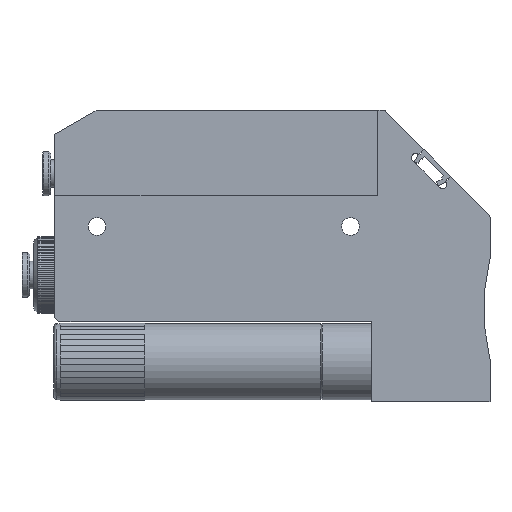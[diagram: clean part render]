
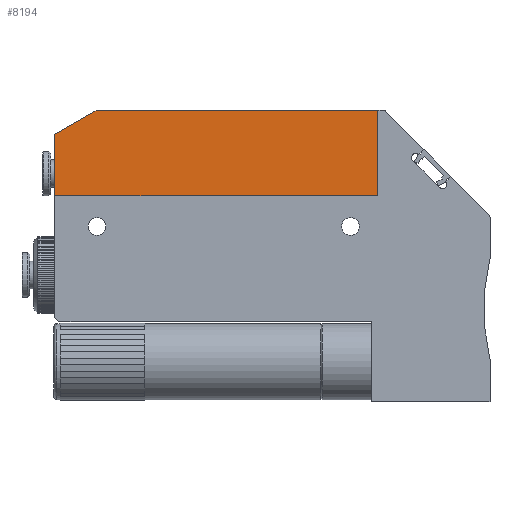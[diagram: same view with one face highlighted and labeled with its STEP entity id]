
A CAD part, top view. The second image highlights one B-rep face of the part: STEP entity #8194.
In plain terms, the highlighted planar face has unit normal (0, 0, 1).
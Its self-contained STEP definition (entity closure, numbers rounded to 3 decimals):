
#1242=FACE_OUTER_BOUND('',#1673,.T.);
#1673=EDGE_LOOP('',(#7478,#7479,#7480,#7481,#7482,#7483));
#1692=LINE('',#11131,#2525);
#1760=LINE('',#11307,#2593);
#1763=LINE('',#11313,#2596);
#1950=LINE('',#11818,#2783);
#2509=LINE('',#13408,#3342);
#2510=LINE('',#13414,#3343);
#2525=VECTOR('',#8923,10.);
#2593=VECTOR('',#9037,10.);
#2596=VECTOR('',#9042,10.);
#2783=VECTOR('',#9369,10.);
#3342=VECTOR('',#11070,10.);
#3343=VECTOR('',#11081,10.);
#3356=VERTEX_POINT('',#11128);
#3357=VERTEX_POINT('',#11130);
#3440=VERTEX_POINT('',#11301);
#3442=VERTEX_POINT('',#11305);
#3444=VERTEX_POINT('',#11311);
#3692=VERTEX_POINT('',#11816);
#4120=EDGE_CURVE('',#3357,#3356,#1692,.T.);
#4208=EDGE_CURVE('',#3440,#3442,#1760,.T.);
#4211=EDGE_CURVE('',#3444,#3442,#1763,.T.);
#4464=EDGE_CURVE('',#3356,#3692,#1950,.T.);
#5234=EDGE_CURVE('',#3692,#3440,#2509,.T.);
#5235=EDGE_CURVE('',#3444,#3357,#2510,.T.);
#7478=ORIENTED_EDGE('',*,*,#5234,.T.);
#7479=ORIENTED_EDGE('',*,*,#4208,.T.);
#7480=ORIENTED_EDGE('',*,*,#4211,.F.);
#7481=ORIENTED_EDGE('',*,*,#5235,.T.);
#7482=ORIENTED_EDGE('',*,*,#4120,.T.);
#7483=ORIENTED_EDGE('',*,*,#4464,.T.);
#7798=PLANE('',#8893);
#8194=ADVANCED_FACE('',(#1242),#7798,.T.);
#8893=AXIS2_PLACEMENT_3D('',#13413,#11079,#11080);
#8923=DIRECTION('',(0.,1.,0.));
#9037=DIRECTION('',(-1.,0.,0.));
#9042=DIRECTION('',(0.,1.,0.));
#9369=DIRECTION('',(-1.,0.,0.));
#11070=DIRECTION('',(-0.866,-0.5,0.));
#11079=DIRECTION('center_axis',(0.,0.,1.));
#11080=DIRECTION('ref_axis',(1.,0.,0.));
#11081=DIRECTION('',(1.,0.,0.));
#11128=CARTESIAN_POINT('',(49.02,56.148,22.52));
#11130=CARTESIAN_POINT('',(49.02,35.933,22.52));
#11131=CARTESIAN_POINT('',(49.02,35.933,22.52));
#11301=CARTESIAN_POINT('',(-27.402,50.374,22.52));
#11305=CARTESIAN_POINT('',(-27.402,50.374,22.52));
#11307=CARTESIAN_POINT('',(-27.402,50.374,22.52));
#11311=CARTESIAN_POINT('',(-27.402,35.933,22.52));
#11313=CARTESIAN_POINT('',(-27.402,35.933,22.52));
#11816=CARTESIAN_POINT('',(-17.402,56.148,22.52));
#11818=CARTESIAN_POINT('',(27.098,56.148,22.52));
#13408=CARTESIAN_POINT('',(-17.402,56.148,22.52));
#13413=CARTESIAN_POINT('Origin',(11.808,45.685,22.52));
#13414=CARTESIAN_POINT('',(-27.402,35.933,22.52));
